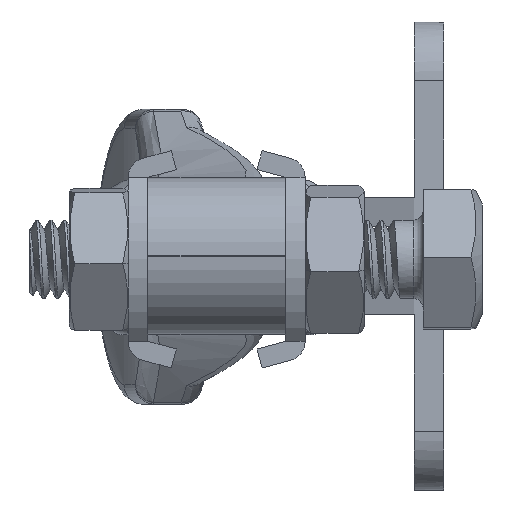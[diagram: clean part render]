
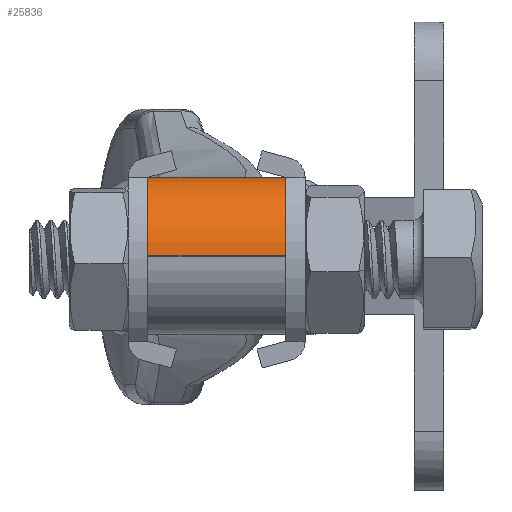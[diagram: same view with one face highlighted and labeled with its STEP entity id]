
A CAD part, left-side view. The second image highlights one B-rep face of the part: STEP entity #25836.
In plain terms, the highlighted cylindrical face has radius 4 mm (diameter 8.001 mm), a partial arc.
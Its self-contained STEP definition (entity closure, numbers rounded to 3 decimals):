
#333 = DIRECTION ( 'NONE',  ( -1., 0., 0. ) ) ;
#1141 = CARTESIAN_POINT ( 'NONE',  ( -28.35, 0., 2.7 ) ) ;
#2094 = DIRECTION ( 'NONE',  ( 0., 0., 1. ) ) ;
#3420 = CARTESIAN_POINT ( 'NONE',  ( -24.35, -4., 2.7 ) ) ;
#3423 = CARTESIAN_POINT ( 'NONE',  ( -24.35, -4., 9.7 ) ) ;
#3982 = FACE_OUTER_BOUND ( 'NONE', #17682, .T. ) ;
#4116 = VERTEX_POINT ( 'NONE', #16237 ) ;
#4159 = DIRECTION ( 'NONE',  ( 0., 0., -1. ) ) ;
#4491 = CARTESIAN_POINT ( 'NONE',  ( -24.35, 0., 2.7 ) ) ;
#5122 = ORIENTED_EDGE ( 'NONE', *, *, #28344, .F. ) ;
#6476 = ORIENTED_EDGE ( 'NONE', *, *, #22534, .F. ) ;
#6754 = ORIENTED_EDGE ( 'NONE', *, *, #14773, .T. ) ;
#6951 = DIRECTION ( 'NONE',  ( -1., 0., 0. ) ) ;
#8658 = CARTESIAN_POINT ( 'NONE',  ( -24.35, -4., 12.4 ) ) ;
#9132 = VECTOR ( 'NONE', #4159, 1000. ) ;
#11367 = AXIS2_PLACEMENT_3D ( 'NONE', #4491, #21645, #6951 ) ;
#12480 = DIRECTION ( 'NONE',  ( 0., 0., -1. ) ) ;
#14156 = LINE ( 'NONE', #29639, #21455 ) ;
#14773 = EDGE_CURVE ( 'NONE', #4116, #31238, #14156, .T. ) ;
#15498 = EDGE_CURVE ( 'NONE', #25434, #22917, #15675, .T. ) ;
#15566 = ORIENTED_EDGE ( 'NONE', *, *, #15498, .F. ) ;
#15675 = LINE ( 'NONE', #8658, #9132 ) ;
#16237 = CARTESIAN_POINT ( 'NONE',  ( -28.35, 0., 9.7 ) ) ;
#16755 = CARTESIAN_POINT ( 'NONE',  ( -24.35, 0., 9.7 ) ) ;
#17682 = EDGE_LOOP ( 'NONE', ( #5122, #6754, #6476, #15566 ) ) ;
#19226 = DIRECTION ( 'NONE',  ( 1., 0., 0. ) ) ;
#19691 = CIRCLE ( 'NONE', #29771, 4. ) ;
#21455 = VECTOR ( 'NONE', #12480, 1000. ) ;
#21645 = DIRECTION ( 'NONE',  ( 0., 0., -1. ) ) ;
#21980 = CIRCLE ( 'NONE', #11367, 4. ) ;
#22534 = EDGE_CURVE ( 'NONE', #22917, #31238, #21980, .T. ) ;
#22770 = CYLINDRICAL_SURFACE ( 'NONE', #25198, 4. ) ;
#22917 = VERTEX_POINT ( 'NONE', #3420 ) ;
#25198 = AXIS2_PLACEMENT_3D ( 'NONE', #29648, #29759, #333 ) ;
#25434 = VERTEX_POINT ( 'NONE', #3423 ) ;
#25836 = ADVANCED_FACE ( 'NONE', ( #3982 ), #22770, .T. ) ;
#28344 = EDGE_CURVE ( 'NONE', #4116, #25434, #19691, .T. ) ;
#29639 = CARTESIAN_POINT ( 'NONE',  ( -28.35, 0., 12.4 ) ) ;
#29648 = CARTESIAN_POINT ( 'NONE',  ( -24.35, 0., 12.4 ) ) ;
#29759 = DIRECTION ( 'NONE',  ( 0., 0., -1. ) ) ;
#29771 = AXIS2_PLACEMENT_3D ( 'NONE', #16755, #2094, #19226 ) ;
#31238 = VERTEX_POINT ( 'NONE', #1141 ) ;
